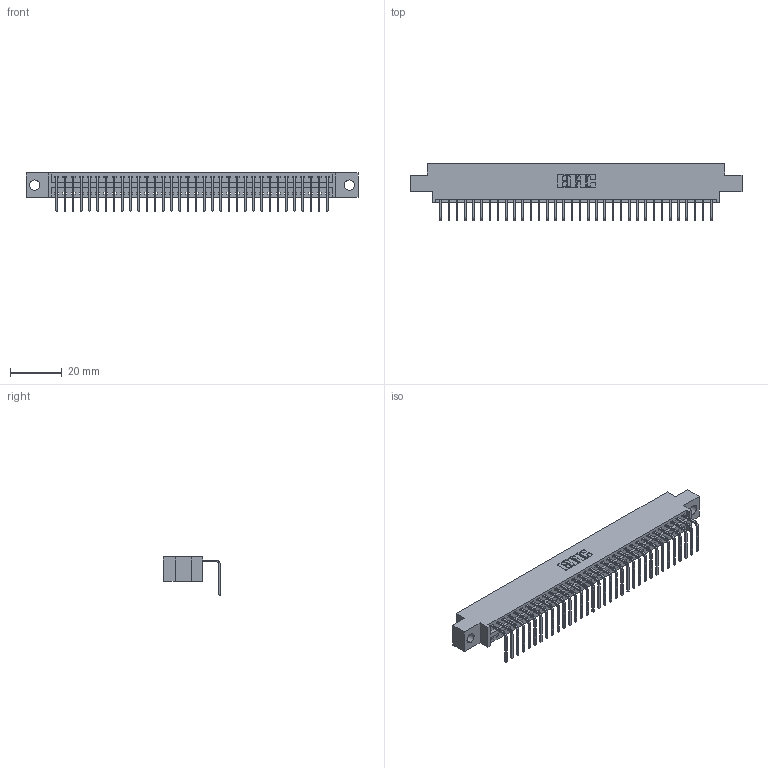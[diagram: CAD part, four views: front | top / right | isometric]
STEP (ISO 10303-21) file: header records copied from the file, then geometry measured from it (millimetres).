
FILE_DESCRIPTION (( 'STEP AP203' ), '1' );
FILE_NAME ('346-034-558-604.STEP', '2022-05-06T22:00:10', ( '' ), ( '' ), 'SwSTEP 2.0', 'SolidWorks 2020', '' );
FILE_SCHEMA (( 'CONFIG_CONTROL_DESIGN' ));
Length unit declared in the file: inch
Products named in the file (3): 346 Part_0.170 Offset - 0.156 Dia-TH; 345-292-001_558 Tail - 2; 346-034-558-604
Assembly tree (35 placements, depth 2):
  346-034-558-604
    346 Part_0.170 Offset - 0.156 Dia-TH
    345-292-001_558 Tail - 2  x34
Bounding box: 128.52 x 22.16 x 14.73 mm (x, y, z)
Volume: 12100.2 mm3; surface area: 15710.8 mm2
Topology: 35 solids, 35 shells, 2180 faces, 6565 edges, 4330 vertices
Faces by surface type: plane 1522, cylinder 658
Entity records: 22813 total; most frequent: CARTESIAN_POINT 3924, ORIENTED_EDGE 3890, DIRECTION 3469, EDGE_CURVE 1945, LINE 1677, VECTOR 1677, VERTEX_POINT 1294, AXIS2_PLACEMENT_3D 896
